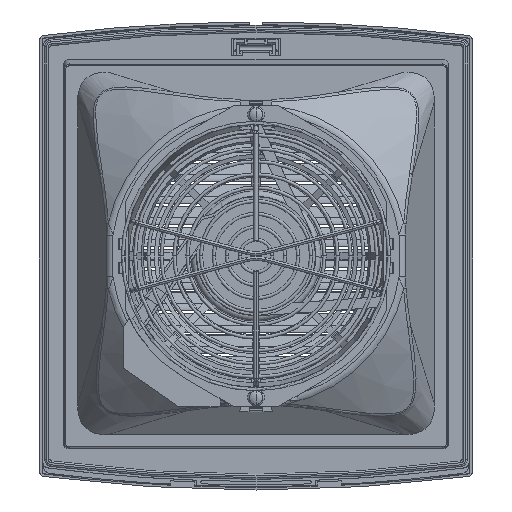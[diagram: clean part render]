
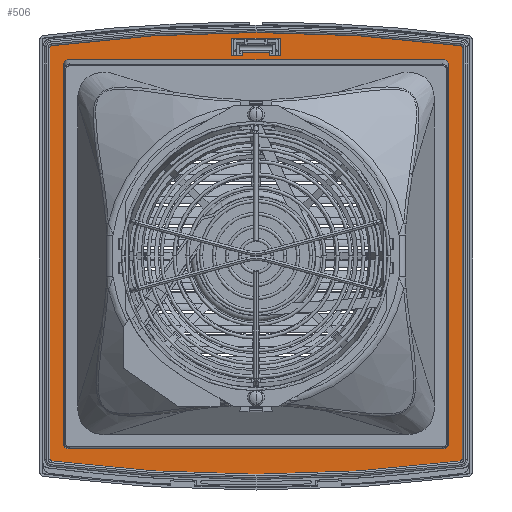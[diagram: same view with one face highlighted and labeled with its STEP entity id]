
A CAD part, front view. The second image highlights one B-rep face of the part: STEP entity #506.
In plain terms, the highlighted planar face has unit normal (0, -1, 0).
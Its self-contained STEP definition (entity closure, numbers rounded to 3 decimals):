
#506=ADVANCED_FACE('',(#2629,#2630,#2631),#2632,.F.);
#2629=FACE_OUTER_BOUND('',#7574,.T.);
#2630=FACE_BOUND('',#7575,.T.);
#2631=FACE_BOUND('',#7576,.T.);
#2632=PLANE('',#7577);
#7574=EDGE_LOOP('',(#18498,#18499,#18500,#18501,#18502,#18503,#18504,#18505));
#7575=EDGE_LOOP('',(#18506,#18507,#18508,#18509,#18510,#18511,#18512,#18513));
#7576=EDGE_LOOP('',(#18514,#18515,#18516,#18517,#18518,#18519,#18520,#18521));
#7577=AXIS2_PLACEMENT_3D('',#18522,#18523,#18524);
#18498=ORIENTED_EDGE('',*,*,#31771,.F.);
#18499=ORIENTED_EDGE('',*,*,#31772,.F.);
#18500=ORIENTED_EDGE('',*,*,#31773,.F.);
#18501=ORIENTED_EDGE('',*,*,#31774,.F.);
#18502=ORIENTED_EDGE('',*,*,#31775,.F.);
#18503=ORIENTED_EDGE('',*,*,#31776,.F.);
#18504=ORIENTED_EDGE('',*,*,#31777,.F.);
#18505=ORIENTED_EDGE('',*,*,#31778,.F.);
#18506=ORIENTED_EDGE('',*,*,#31779,.F.);
#18507=ORIENTED_EDGE('',*,*,#31780,.F.);
#18508=ORIENTED_EDGE('',*,*,#31781,.F.);
#18509=ORIENTED_EDGE('',*,*,#31782,.T.);
#18510=ORIENTED_EDGE('',*,*,#31783,.F.);
#18511=ORIENTED_EDGE('',*,*,#31784,.T.);
#18512=ORIENTED_EDGE('',*,*,#31785,.F.);
#18513=ORIENTED_EDGE('',*,*,#31786,.T.);
#18514=ORIENTED_EDGE('',*,*,#31730,.T.);
#18515=ORIENTED_EDGE('',*,*,#31728,.T.);
#18516=ORIENTED_EDGE('',*,*,#31742,.T.);
#18517=ORIENTED_EDGE('',*,*,#31740,.T.);
#18518=ORIENTED_EDGE('',*,*,#31738,.T.);
#18519=ORIENTED_EDGE('',*,*,#31736,.T.);
#18520=ORIENTED_EDGE('',*,*,#31734,.T.);
#18521=ORIENTED_EDGE('',*,*,#31732,.T.);
#18522=CARTESIAN_POINT('',(0.0,109.5,0.0));
#18523=DIRECTION('',(0.0,1.0,0.0));
#18524=DIRECTION('',(1.0,0.0,-0.0));
#31728=EDGE_CURVE('',#38371,#38369,#38372,.T.);
#31730=EDGE_CURVE('',#38374,#38371,#38375,.T.);
#31732=EDGE_CURVE('',#38377,#38374,#38378,.T.);
#31734=EDGE_CURVE('',#38380,#38377,#38381,.T.);
#31736=EDGE_CURVE('',#38383,#38380,#38384,.T.);
#31738=EDGE_CURVE('',#38386,#38383,#38387,.T.);
#31740=EDGE_CURVE('',#38389,#38386,#38390,.T.);
#31742=EDGE_CURVE('',#38369,#38389,#38392,.T.);
#31771=EDGE_CURVE('',#38449,#38450,#38451,.T.);
#31772=EDGE_CURVE('',#38452,#38449,#38453,.T.);
#31773=EDGE_CURVE('',#38454,#38452,#38455,.T.);
#31774=EDGE_CURVE('',#38456,#38454,#38457,.T.);
#31775=EDGE_CURVE('',#38458,#38456,#38459,.T.);
#31776=EDGE_CURVE('',#38460,#38458,#38461,.T.);
#31777=EDGE_CURVE('',#38462,#38460,#38463,.T.);
#31778=EDGE_CURVE('',#38450,#38462,#38464,.T.);
#31779=EDGE_CURVE('',#38465,#38466,#38467,.T.);
#31780=EDGE_CURVE('',#38468,#38465,#38469,.T.);
#31781=EDGE_CURVE('',#38470,#38468,#38471,.T.);
#31782=EDGE_CURVE('',#38470,#38472,#38473,.T.);
#31783=EDGE_CURVE('',#38474,#38472,#38475,.T.);
#31784=EDGE_CURVE('',#38474,#38476,#38477,.T.);
#31785=EDGE_CURVE('',#38478,#38476,#38479,.T.);
#31786=EDGE_CURVE('',#38478,#38466,#38480,.T.);
#38369=VERTEX_POINT('',#50567);
#38371=VERTEX_POINT('',#50570);
#38372=LINE('',#50571,#50572);
#38374=VERTEX_POINT('',#50575);
#38375=B_SPLINE_CURVE_WITH_KNOTS('',3,(#50576,#50577,#50578,#50579,#50580),.UNSPECIFIED.,.F.,.F.,(4,1,4),(0.0,0.5,1.0),.UNSPECIFIED.);
#38377=VERTEX_POINT('',#50583);
#38378=LINE('',#50584,#50585);
#38380=VERTEX_POINT('',#50588);
#38381=B_SPLINE_CURVE_WITH_KNOTS('',3,(#50589,#50590,#50591,#50592,#50593),.UNSPECIFIED.,.F.,.F.,(4,1,4),(0.0,0.5,1.0),.UNSPECIFIED.);
#38383=VERTEX_POINT('',#50596);
#38384=LINE('',#50597,#50598);
#38386=VERTEX_POINT('',#50601);
#38387=B_SPLINE_CURVE_WITH_KNOTS('',3,(#50602,#50603,#50604,#50605,#50606,#50607,#50608),.UNSPECIFIED.,.F.,.F.,(4,1,1,1,4),(0.0,0.25,0.5,0.75,1.0),.UNSPECIFIED.);
#38389=VERTEX_POINT('',#50611);
#38390=LINE('',#50612,#50613);
#38392=B_SPLINE_CURVE_WITH_KNOTS('',3,(#50616,#50617,#50618,#50619,#50620,#50621,#50622),.UNSPECIFIED.,.F.,.F.,(4,1,1,1,4),(0.0,0.25,0.5,0.75,1.0),.UNSPECIFIED.);
#38449=VERTEX_POINT('',#50715);
#38450=VERTEX_POINT('',#50716);
#38451=LINE('',#50717,#50718);
#38452=VERTEX_POINT('',#50719);
#38453=CIRCLE('',#50720,0.9);
#38454=VERTEX_POINT('',#50721);
#38455=CIRCLE('',#50722,909.618);
#38456=VERTEX_POINT('',#50723);
#38457=CIRCLE('',#50724,0.9);
#38458=VERTEX_POINT('',#50725);
#38459=LINE('',#50726,#50727);
#38460=VERTEX_POINT('',#50728);
#38461=CIRCLE('',#50729,0.9);
#38462=VERTEX_POINT('',#50730);
#38463=CIRCLE('',#50731,909.618);
#38464=CIRCLE('',#50732,0.9);
#38465=VERTEX_POINT('',#50733);
#38466=VERTEX_POINT('',#50734);
#38467=LINE('',#50735,#50736);
#38468=VERTEX_POINT('',#50737);
#38469=LINE('',#50738,#50739);
#38470=VERTEX_POINT('',#50740);
#38471=LINE('',#50741,#50742);
#38472=VERTEX_POINT('',#50743);
#38473=LINE('',#50744,#50745);
#38474=VERTEX_POINT('',#50746);
#38475=LINE('',#50747,#50748);
#38476=VERTEX_POINT('',#50749);
#38477=LINE('',#50750,#50751);
#38478=VERTEX_POINT('',#50752);
#38479=LINE('',#50753,#50754);
#38480=LINE('',#50755,#50756);
#50567=CARTESIAN_POINT('',(-110.2,109.5,109.321));
#50570=CARTESIAN_POINT('',(-110.2,109.5,-107.35));
#50571=CARTESIAN_POINT('',(-110.2,109.5,-107.35));
#50572=VECTOR('',#64562,216.671);
#50575=CARTESIAN_POINT('',(-107.2,109.5,-110.35));
#50576=CARTESIAN_POINT('',(-107.2,109.5,-110.35));
#50577=CARTESIAN_POINT('',(-108.2,109.5,-110.35));
#50578=CARTESIAN_POINT('',(-109.443,109.5,-109.593));
#50579=CARTESIAN_POINT('',(-110.2,109.5,-108.35));
#50580=CARTESIAN_POINT('',(-110.2,109.5,-107.35));
#50583=CARTESIAN_POINT('',(107.2,109.5,-110.35));
#50584=CARTESIAN_POINT('',(107.2,109.5,-110.35));
#50585=VECTOR('',#64565,214.401);
#50588=CARTESIAN_POINT('',(110.2,109.5,-107.35));
#50589=CARTESIAN_POINT('',(110.2,109.5,-107.35));
#50590=CARTESIAN_POINT('',(110.2,109.5,-108.35));
#50591=CARTESIAN_POINT('',(109.443,109.5,-109.593));
#50592=CARTESIAN_POINT('',(108.2,109.5,-110.35));
#50593=CARTESIAN_POINT('',(107.2,109.5,-110.35));
#50596=CARTESIAN_POINT('',(110.2,109.5,109.321));
#50597=CARTESIAN_POINT('',(110.2,109.5,109.321));
#50598=VECTOR('',#64568,216.671);
#50601=CARTESIAN_POINT('',(107.208,109.5,112.35));
#50602=CARTESIAN_POINT('',(107.208,109.5,112.35));
#50603=CARTESIAN_POINT('',(107.71,109.5,112.35));
#50604=CARTESIAN_POINT('',(108.492,109.5,112.129));
#50605=CARTESIAN_POINT('',(109.372,109.5,111.504));
#50606=CARTESIAN_POINT('',(109.986,109.5,110.612));
#50607=CARTESIAN_POINT('',(110.2,109.5,109.823));
#50608=CARTESIAN_POINT('',(110.2,109.5,109.321));
#50611=CARTESIAN_POINT('',(-107.208,109.5,112.35));
#50612=CARTESIAN_POINT('',(-107.208,109.5,112.35));
#50613=VECTOR('',#64571,214.415);
#50616=CARTESIAN_POINT('',(-110.2,109.5,109.321));
#50617=CARTESIAN_POINT('',(-110.2,109.5,109.823));
#50618=CARTESIAN_POINT('',(-109.986,109.5,110.612));
#50619=CARTESIAN_POINT('',(-109.372,109.5,111.504));
#50620=CARTESIAN_POINT('',(-108.492,109.5,112.129));
#50621=CARTESIAN_POINT('',(-107.71,109.5,112.35));
#50622=CARTESIAN_POINT('',(-107.208,109.5,112.35));
#50715=CARTESIAN_POINT('',(-118.002,109.5,-116.496));
#50716=CARTESIAN_POINT('',(-118.002,109.5,119.526));
#50717=CARTESIAN_POINT('',(-118.002,109.5,-116.496));
#50718=VECTOR('',#64629,236.021);
#50719=CARTESIAN_POINT('',(-117.218,109.5,-117.388));
#50720=AXIS2_PLACEMENT_3D('',#64630,#64631,#64632);
#50721=CARTESIAN_POINT('',(117.218,109.5,-117.388));
#50722=AXIS2_PLACEMENT_3D('',#64633,#64634,#64635);
#50723=CARTESIAN_POINT('',(118.002,109.5,-116.496));
#50724=AXIS2_PLACEMENT_3D('',#64636,#64637,#64638);
#50725=CARTESIAN_POINT('',(118.002,109.5,119.526));
#50726=CARTESIAN_POINT('',(118.002,109.5,119.526));
#50727=VECTOR('',#64639,236.021);
#50728=CARTESIAN_POINT('',(117.218,109.5,120.418));
#50729=AXIS2_PLACEMENT_3D('',#64640,#64641,#64642);
#50730=CARTESIAN_POINT('',(-117.218,109.5,120.418));
#50731=AXIS2_PLACEMENT_3D('',#64643,#64644,#64645);
#50732=AXIS2_PLACEMENT_3D('',#64646,#64647,#64648);
#50733=CARTESIAN_POINT('',(-14.0,109.5,124.8));
#50734=CARTESIAN_POINT('',(-14.0,109.5,114.8));
#50735=CARTESIAN_POINT('',(-14.0,109.5,124.8));
#50736=VECTOR('',#64649,10.0);
#50737=CARTESIAN_POINT('',(14.0,109.5,124.8));
#50738=CARTESIAN_POINT('',(14.0,109.5,124.8));
#50739=VECTOR('',#64650,28.0);
#50740=CARTESIAN_POINT('',(14.0,109.5,114.8));
#50741=CARTESIAN_POINT('',(14.0,109.5,114.8));
#50742=VECTOR('',#64651,10.0);
#50743=CARTESIAN_POINT('',(8.0,109.5,114.8));
#50744=CARTESIAN_POINT('',(14.0,109.5,114.8));
#50745=VECTOR('',#64652,6.0);
#50746=CARTESIAN_POINT('',(8.0,109.5,116.619));
#50747=CARTESIAN_POINT('',(8.0,109.5,116.619));
#50748=VECTOR('',#64653,1.819);
#50749=CARTESIAN_POINT('',(-8.0,109.5,116.619));
#50750=CARTESIAN_POINT('',(8.0,109.5,116.619));
#50751=VECTOR('',#64654,16.0);
#50752=CARTESIAN_POINT('',(-8.0,109.5,114.8));
#50753=CARTESIAN_POINT('',(-8.0,109.5,114.8));
#50754=VECTOR('',#64655,1.819);
#50755=CARTESIAN_POINT('',(-8.0,109.5,114.8));
#50756=VECTOR('',#64656,6.0);
#64562=DIRECTION('',(0.0,0.0,1.0));
#64565=DIRECTION('',(-1.0,0.0,0.0));
#64568=DIRECTION('',(0.0,0.0,-1.0));
#64571=DIRECTION('',(1.0,0.0,0.0));
#64629=DIRECTION('',(0.0,0.0,1.0));
#64630=CARTESIAN_POINT('',(-117.102,109.5,-116.496));
#64631=DIRECTION('',(0.0,1.0,0.0));
#64632=DIRECTION('',(-0.129,0.0,-0.992));
#64633=CARTESIAN_POINT('',(0.,109.5,784.645));
#64634=DIRECTION('',(0.0,1.0,0.0));
#64635=DIRECTION('',(0.129,0.0,-0.992));
#64636=CARTESIAN_POINT('',(117.102,109.5,-116.496));
#64637=DIRECTION('',(-0.0,1.0,0.0));
#64638=DIRECTION('',(1.0,0.0,0.0));
#64639=DIRECTION('',(0.0,0.0,-1.0));
#64640=CARTESIAN_POINT('',(117.102,109.5,119.526));
#64641=DIRECTION('',(-0.0,1.0,0.0));
#64642=DIRECTION('',(0.129,0.0,0.992));
#64643=CARTESIAN_POINT('',(0.,109.5,-781.615));
#64644=DIRECTION('',(0.0,1.0,0.0));
#64645=DIRECTION('',(-0.129,0.0,0.992));
#64646=CARTESIAN_POINT('',(-117.102,109.5,119.526));
#64647=DIRECTION('',(0.0,1.0,0.0));
#64648=DIRECTION('',(-1.0,0.0,0.0));
#64649=DIRECTION('',(0.0,0.0,-1.0));
#64650=DIRECTION('',(-1.0,0.0,0.0));
#64651=DIRECTION('',(0.0,0.0,1.0));
#64652=DIRECTION('',(-1.0,0.0,0.0));
#64653=DIRECTION('',(0.0,0.0,-1.0));
#64654=DIRECTION('',(-1.0,0.0,0.0));
#64655=DIRECTION('',(0.0,0.0,1.0));
#64656=DIRECTION('',(-1.0,0.0,0.0));
